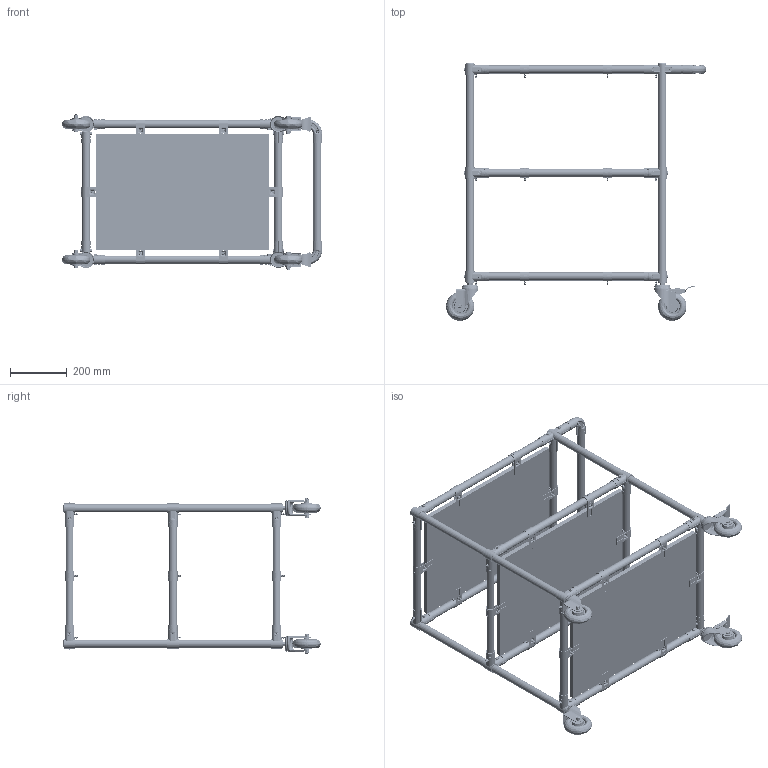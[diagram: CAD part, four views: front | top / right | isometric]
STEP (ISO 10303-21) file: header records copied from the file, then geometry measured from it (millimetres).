
FILE_DESCRIPTION (( 'STEP AP203' ), '1' );
FILE_NAME ('Ñòîë ¹5.STEP', '2025-04-14T08:20:14', ( '' ), ( '' ), 'SwSTEP 2.0', 'SolidWorks 2021', '' );
FILE_SCHEMA (( 'CONFIG_CONTROL_DESIGN' ));
Length unit declared in the file: millimetre
Products named in the file (14): AL-FHJ-404; AL-DF-2B Êðîíøòåéí ñîåäèíèòåëüíûé 2Â_00; AL-FHJ-405; Ïîëêà; AL-D28õ3-À Òðóáà àëþìèíèåâàÿ D28õ3 àíîäèðîâàííàÿ__03; AL-DF-15B Êðîíøòåéí ñîåäèíèòåëüíûé 15Â_; AL-D28õ3-À Òðóáà àëþìèíèåâàÿ D28õ3 àíîäèðîâàííàÿ__02; AL-D28õ3-À Òðóáà àëþìèíèåâàÿ D28õ3 àíîäèðîâàííàÿ__05; AL-D28õ3-À Òðóáà àëþìèíèåâàÿ D28õ3 àíîäèðîâàííàÿ__01; AL-F-110-X; df-17b; Êðîíøòåéí ñîåäèíèòåëüíûé 3Â (AL-DF-3B); Ñòîë ¹5; AL-D28õ3-À Òðóáà àëþìèíèåâàÿ D28õ3 àíîäèðîâàííàÿ__04
Assembly tree (62 placements, depth 2):
  Ñòîë ¹5
    AL-D28õ3-À Òðóáà àëþìèíèåâàÿ D28õ3 àíîäèðîâàííàÿ__02  x4
    AL-D28õ3-À Òðóáà àëþìèíèåâàÿ D28õ3 àíîäèðîâàííàÿ__01  x6
    AL-D28õ3-À Òðóáà àëþìèíèåâàÿ D28õ3 àíîäèðîâàííàÿ__03  x6
    AL-FHJ-405  x2
    AL-FHJ-404  x2
    AL-D28õ3-À Òðóáà àëþìèíèåâàÿ D28õ3 àíîäèðîâàííàÿ__04
    Êðîíøòåéí ñîåäèíèòåëüíûé 3Â (AL-DF-3B)  x2
    df-17b  x2
    AL-D28õ3-À Òðóáà àëþìèíèåâàÿ D28õ3 àíîäèðîâàííàÿ__05  x2
    AL-DF-2B Êðîíøòåéí ñîåäèíèòåëüíûé 2Â_00  x10
    AL-DF-15B Êðîíøòåéí ñîåäèíèòåëüíûé 15Â_  x18
    Ïîëêà  x3
    AL-F-110-X  x4
Bounding box: 917.3 x 907.9 x 548 mm (x, y, z)
Volume: 16072106.7 mm3; surface area: 4114745.5 mm2
Topology: 146 solids, 182 shells, 13614 faces, 34378 edges, 20970 vertices
Faces by surface type: cylinder 5556, plane 3438, bspline 2546, sphere 730, torus 692, cone 652
Entity records: 171989 total; most frequent: CARTESIAN_POINT 116524, ORIENTED_EDGE 12116, DIRECTION 9347, EDGE_CURVE 6061, VERTEX_POINT 3796, AXIS2_PLACEMENT_3D 3625, EDGE_LOOP 2590, ADVANCED_FACE 2431
